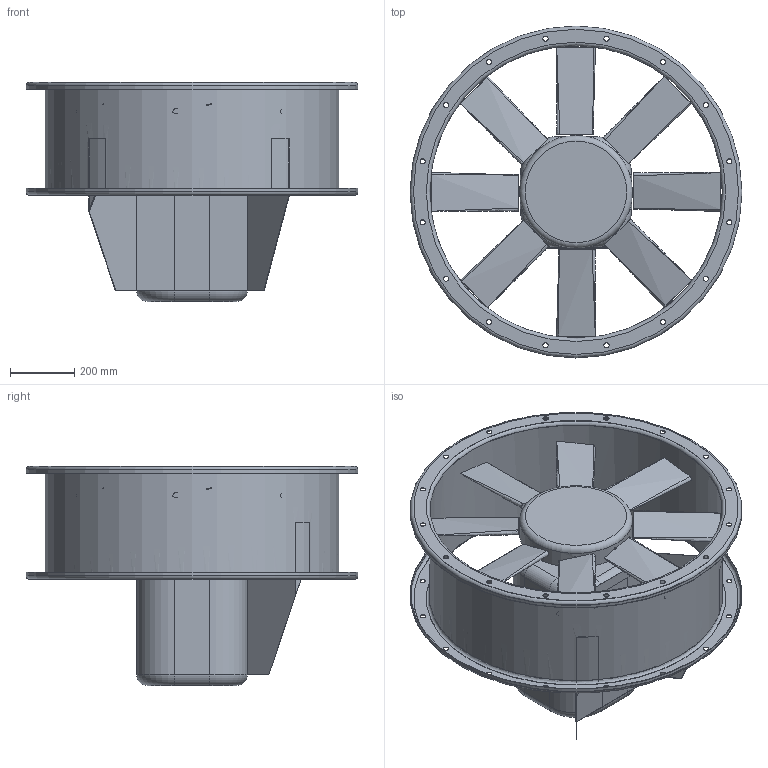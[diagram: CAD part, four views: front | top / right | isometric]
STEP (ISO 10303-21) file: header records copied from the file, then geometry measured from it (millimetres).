
FILE_DESCRIPTION (( 'STEP AP203' ), '1' );
FILE_NAME ('CC-ATX_900.STEP', '2022-12-20T16:51:15', ( '' ), ( '' ), 'SwSTEP 2.0', 'SolidWorks 2022', '' );
FILE_SCHEMA (( 'CONFIG_CONTROL_DESIGN' ));
Length unit declared in the file: millimetre
Products named in the file (1): CC-ATX_900
Bounding box: 1030 x 1030 x 680 mm (x, y, z)
Volume: 65507649.4 mm3; surface area: 5037394.2 mm2
Topology: 1 solids, 1 shells, 157 faces, 409 edges, 273 vertices
Faces by surface type: cylinder 62, plane 46, bspline 32, torus 17
Full cylindrical faces by diameter (mm): 8.944 x8, 16 x32, 90.8 x1, 350.597 x1, 908 x1, 910.4 x1, 1027.6 x2, 1030 x2
Entity records: 5998 total; most frequent: CARTESIAN_POINT 2225, DIRECTION 750, ORIENTED_EDGE 662, EDGE_CURVE 331, EDGE_LOOP 302, AXIS2_PLACEMENT_3D 302, VERTEX_POINT 253, FACE_OUTER_BOUND 214
